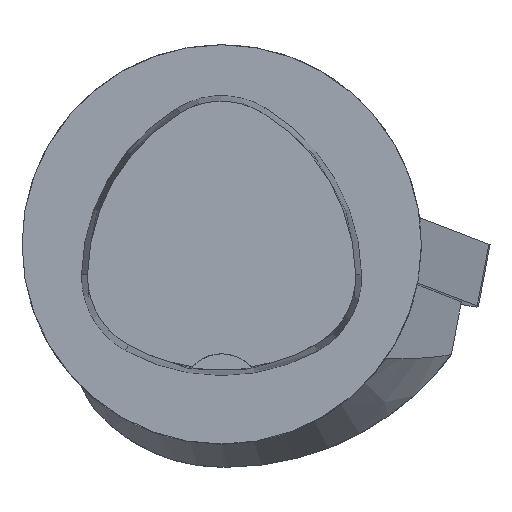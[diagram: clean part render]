
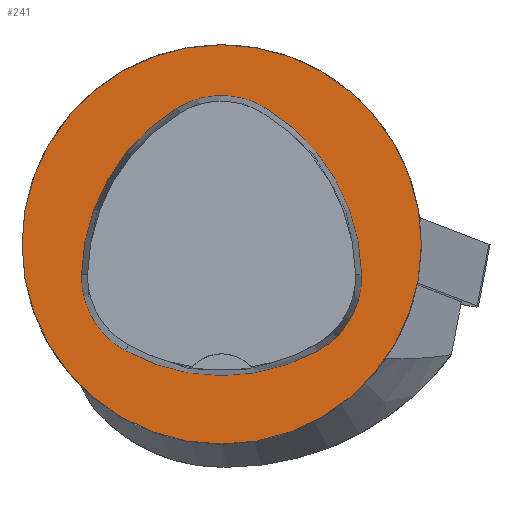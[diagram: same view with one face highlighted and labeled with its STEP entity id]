
A CAD part, top view. The second image highlights one B-rep face of the part: STEP entity #241.
In plain terms, the highlighted planar face has unit normal (0, 0, 1).
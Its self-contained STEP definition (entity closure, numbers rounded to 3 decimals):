
#241=ADVANCED_FACE('',(#503,#504),#300,.T.);
#300=PLANE('',#1436);
#503=FACE_BOUND('',#546,.T.);
#504=FACE_BOUND('',#547,.T.);
#546=EDGE_LOOP('',(#759,#760,#761,#762,#763,#764));
#547=EDGE_LOOP('',(#765));
#759=ORIENTED_EDGE('',*,*,#1162,.T.);
#760=ORIENTED_EDGE('',*,*,#1142,.T.);
#761=ORIENTED_EDGE('',*,*,#1146,.T.);
#762=ORIENTED_EDGE('',*,*,#1149,.T.);
#763=ORIENTED_EDGE('',*,*,#1152,.T.);
#764=ORIENTED_EDGE('',*,*,#1160,.T.);
#765=ORIENTED_EDGE('',*,*,#1165,.F.);
#1010=VERTEX_POINT('',#2226);
#1011=VERTEX_POINT('',#2227);
#1014=VERTEX_POINT('',#2235);
#1016=VERTEX_POINT('',#2241);
#1018=VERTEX_POINT('',#2247);
#1025=VERTEX_POINT('',#2268);
#1026=VERTEX_POINT('',#2278);
#1142=EDGE_CURVE('',#1010,#1011,#1252,.T.);
#1146=EDGE_CURVE('',#1011,#1014,#1254,.T.);
#1149=EDGE_CURVE('',#1014,#1016,#1256,.T.);
#1152=EDGE_CURVE('',#1016,#1018,#1258,.T.);
#1160=EDGE_CURVE('',#1018,#1025,#1262,.T.);
#1162=EDGE_CURVE('',#1025,#1010,#1264,.T.);
#1165=EDGE_CURVE('',#1026,#1026,#1267,.T.);
#1252=CIRCLE('',#1413,20.);
#1254=CIRCLE('',#1416,8.5);
#1256=CIRCLE('',#1419,20.);
#1258=CIRCLE('',#1422,8.5);
#1262=CIRCLE('',#1427,20.);
#1264=CIRCLE('',#1430,8.5);
#1267=CIRCLE('',#1435,20.);
#1413=AXIS2_PLACEMENT_3D('',#2225,#1667,#1668);
#1416=AXIS2_PLACEMENT_3D('',#2234,#1675,#1676);
#1419=AXIS2_PLACEMENT_3D('',#2240,#1682,#1683);
#1422=AXIS2_PLACEMENT_3D('',#2246,#1689,#1690);
#1427=AXIS2_PLACEMENT_3D('',#2269,#1701,#1702);
#1430=AXIS2_PLACEMENT_3D('',#2272,#1707,#1708);
#1435=AXIS2_PLACEMENT_3D('',#2277,#1717,#1718);
#1436=AXIS2_PLACEMENT_3D('',#2279,#1719,#1720);
#1667=DIRECTION('',(0.,0.,-1.));
#1668=DIRECTION('',(-1.,0.,0.));
#1675=DIRECTION('',(0.,0.,-1.));
#1676=DIRECTION('',(-1.,0.,0.));
#1682=DIRECTION('',(0.,0.,-1.));
#1683=DIRECTION('',(-1.,0.,0.));
#1689=DIRECTION('',(0.,0.,-1.));
#1690=DIRECTION('',(-1.,0.,0.));
#1701=DIRECTION('',(0.,0.,-1.));
#1702=DIRECTION('',(-1.,0.,0.));
#1707=DIRECTION('',(0.,0.,-1.));
#1708=DIRECTION('',(-1.,0.,0.));
#1717=DIRECTION('',(0.,0.,-1.));
#1718=DIRECTION('',(-1.,0.,0.));
#1719=DIRECTION('',(0.,0.,1.));
#1720=DIRECTION('',(1.,0.,0.));
#2225=CARTESIAN_POINT('',(5.955,-3.414,0.));
#2226=CARTESIAN_POINT('',(-14.041,-3.042,0.));
#2227=CARTESIAN_POINT('',(-4.472,13.653,0.));
#2234=CARTESIAN_POINT('',(-0.04,6.4,0.));
#2235=CARTESIAN_POINT('',(4.347,13.68,0.));
#2240=CARTESIAN_POINT('',(-5.976,-3.45,0.));
#2241=CARTESIAN_POINT('',(14.021,-3.075,0.));
#2246=CARTESIAN_POINT('',(5.522,-3.235,0.));
#2247=CARTESIAN_POINT('',(9.588,-10.699,0.));
#2268=CARTESIAN_POINT('',(-9.655,-10.639,0.));
#2269=CARTESIAN_POINT('',(0.022,6.864,0.));
#2272=CARTESIAN_POINT('',(-5.543,-3.2,0.));
#2277=CARTESIAN_POINT('',(0.,0.,
0.));
#2278=CARTESIAN_POINT('',(-20.,0.,0.));
#2279=CARTESIAN_POINT('',(0.,0.,
0.));
